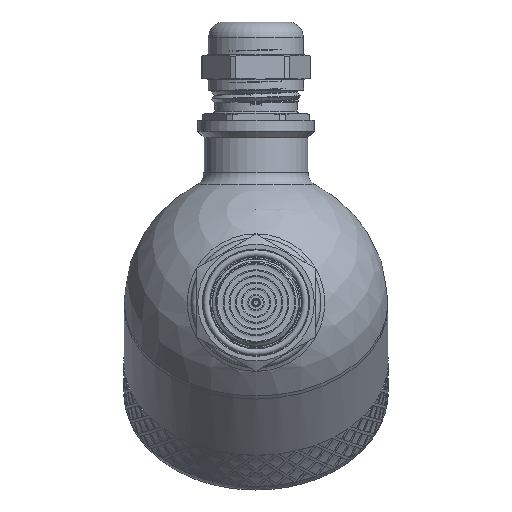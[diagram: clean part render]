
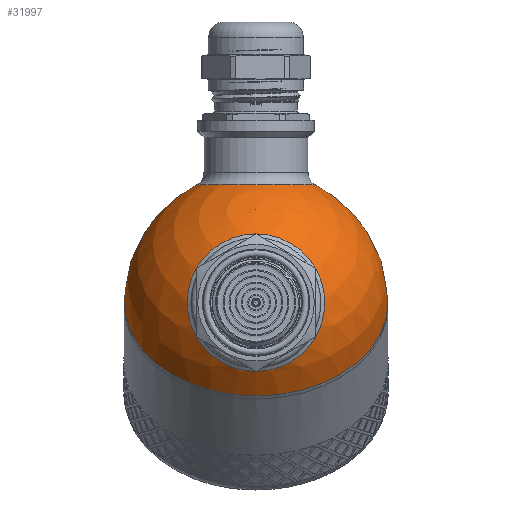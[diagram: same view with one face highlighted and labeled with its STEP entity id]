
A CAD part, left-side view. The second image highlights one B-rep face of the part: STEP entity #31997.
In plain terms, the highlighted spherical face has radius 30 mm.
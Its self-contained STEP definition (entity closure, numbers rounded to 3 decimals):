
#16=SPHERICAL_SURFACE('',#33593,30.);
#729=FACE_BOUND('',#11006,.T.);
#730=FACE_BOUND('',#11007,.T.);
#8832=FACE_OUTER_BOUND('',#11005,.T.);
#11005=EDGE_LOOP('',(#28850,#28851,#28852,#28853));
#11006=EDGE_LOOP('',(#28854));
#11007=EDGE_LOOP('',(#28855));
#11758=CIRCLE('',#33590,15.643);
#11761=CIRCLE('',#33594,30.);
#11762=CIRCLE('',#33595,30.);
#11763=CIRCLE('',#33596,30.);
#11764=CIRCLE('',#33597,13.5);
#14864=VERTEX_POINT('',#74958);
#14866=VERTEX_POINT('',#74964);
#14867=VERTEX_POINT('',#74965);
#14868=VERTEX_POINT('',#74967);
#14869=VERTEX_POINT('',#74970);
#19582=EDGE_CURVE('',#14864,#14864,#11758,.T.);
#19585=EDGE_CURVE('',#14866,#14867,#11761,.T.);
#19586=EDGE_CURVE('',#14866,#14868,#11762,.T.);
#19587=EDGE_CURVE('',#14867,#14866,#11763,.T.);
#19588=EDGE_CURVE('',#14869,#14869,#11764,.T.);
#28850=ORIENTED_EDGE('',*,*,#19585,.F.);
#28851=ORIENTED_EDGE('',*,*,#19586,.T.);
#28852=ORIENTED_EDGE('',*,*,#19586,.F.);
#28853=ORIENTED_EDGE('',*,*,#19587,.F.);
#28854=ORIENTED_EDGE('',*,*,#19582,.F.);
#28855=ORIENTED_EDGE('',*,*,#19588,.F.);
#31997=ADVANCED_FACE('',(#8832,#729,#730),#16,.T.);
#33590=AXIS2_PLACEMENT_3D('',#74959,#37376,#37377);
#33593=AXIS2_PLACEMENT_3D('',#74963,#37382,#37383);
#33594=AXIS2_PLACEMENT_3D('',#74966,#37384,#37385);
#33595=AXIS2_PLACEMENT_3D('',#74968,#37386,#37387);
#33596=AXIS2_PLACEMENT_3D('',#74969,#37388,#37389);
#33597=AXIS2_PLACEMENT_3D('',#74971,#37390,#37391);
#37376=DIRECTION('center_axis',(-0.707,0.,0.707));
#37377=DIRECTION('ref_axis',(0.707,0.,0.707));
#37382=DIRECTION('center_axis',(1.,0.,0.));
#37383=DIRECTION('ref_axis',(0.,-1.,0.));
#37384=DIRECTION('center_axis',(1.,0.,0.));
#37385=DIRECTION('ref_axis',(0.,1.,0.));
#37386=DIRECTION('center_axis',(0.,0.,1.));
#37387=DIRECTION('ref_axis',(0.,1.,0.));
#37388=DIRECTION('center_axis',(1.,0.,0.));
#37389=DIRECTION('ref_axis',(0.,1.,0.));
#37390=DIRECTION('center_axis',(-0.707,0.,-0.707));
#37391=DIRECTION('ref_axis',(-0.707,0.,0.707));
#74958=CARTESIAN_POINT('',(-29.162,0.,7.04));
#74959=CARTESIAN_POINT('Origin',(-18.101,0.,18.101));
#74963=CARTESIAN_POINT('Origin',(0.,0.,0.));
#74964=CARTESIAN_POINT('',(0.,30.,0.));
#74965=CARTESIAN_POINT('',(0.,-30.,0.));
#74966=CARTESIAN_POINT('Origin',(0.,0.,0.));
#74967=CARTESIAN_POINT('',(-30.,0.,0.));
#74968=CARTESIAN_POINT('Origin',(0.,0.,0.));
#74969=CARTESIAN_POINT('Origin',(0.,0.,0.));
#74970=CARTESIAN_POINT('',(-9.398,0.,-28.49));
#74971=CARTESIAN_POINT('Origin',(-18.944,0.,-18.944));
